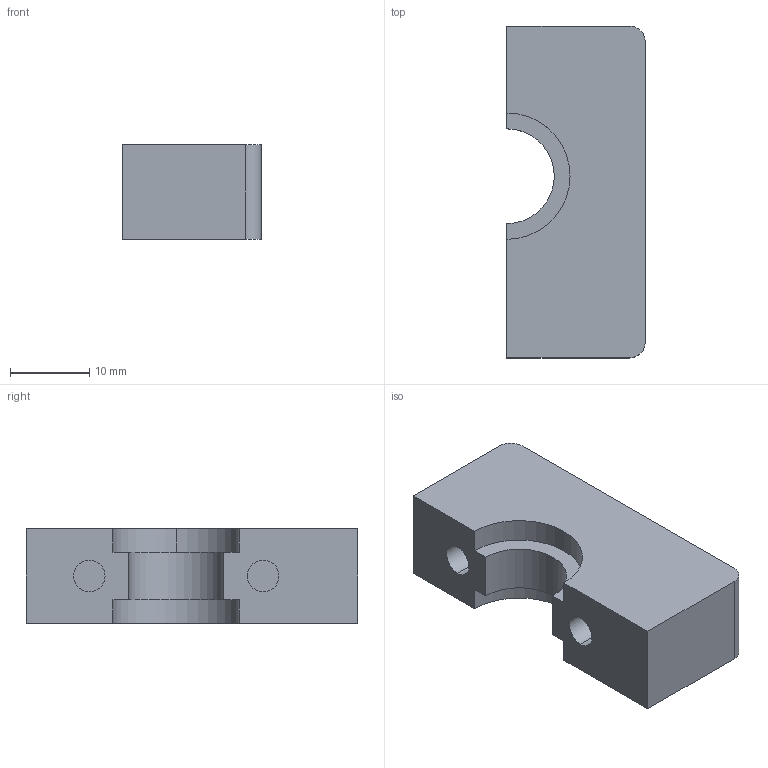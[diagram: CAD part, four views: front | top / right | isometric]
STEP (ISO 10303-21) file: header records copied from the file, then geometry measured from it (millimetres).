
FILE_DESCRIPTION (( 'STEP AP214' ), '1' );
FILE_NAME ('hotend_clamp.STEP', '2016-04-24T19:59:44', ( '' ), ( '' ), 'SwSTEP 2.0', 'SolidWorks 2014', '' );
FILE_SCHEMA (( 'AUTOMOTIVE_DESIGN' ));
Length unit declared in the file: millimetre
Products named in the file (2): hotend_clamp
Bounding box: 17.5 x 42 x 12 mm (x, y, z)
Volume: 7234.9 mm3; surface area: 3346.8 mm2
Topology: 1 solids, 1 shells, 27 faces, 63 edges, 42 vertices
Faces by surface type: cylinder 14, plane 13
Entity records: 834 total; most frequent: DIRECTION 149, CARTESIAN_POINT 134, ORIENTED_EDGE 126, EDGE_CURVE 63, AXIS2_PLACEMENT_3D 57, VERTEX_POINT 42, VECTOR 35, LINE 35
